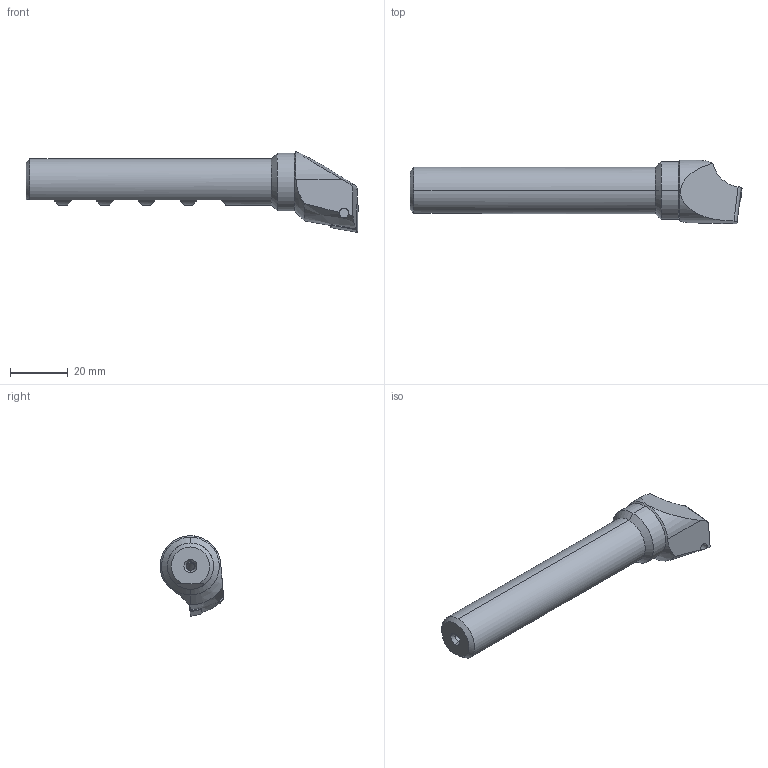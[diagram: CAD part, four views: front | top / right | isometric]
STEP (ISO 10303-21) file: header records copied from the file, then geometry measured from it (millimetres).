
FILE_DESCRIPTION (( 'STEP AP203' ), '1' );
FILE_NAME ('B35-WCB.K11.115.STEP', '2014-01-31T14:52:22', ( 'SwiAdmin' ), ( '' ), 'SwSTEP 2.0', 'SolidWorks 2012', '' );
FILE_SCHEMA (( 'CONFIG_CONTROL_DESIGN' ));
Length unit declared in the file: millimetre
Products named in the file (4): B35-WCB.K11.115; B35-WCB.K11.115_A; CCMT09T304; WCB-ER2.001.009_A
Assembly tree (3 placements, depth 2):
  B35-WCB.K11.115
    B35-WCB.K11.115_A
    CCMT09T304
    WCB-ER2.001.009_A
Bounding box: 115 x 22.06 x 27.88 mm (x, y, z)
Volume: 23575.6 mm3; surface area: 8101.2 mm2
Topology: 3 solids, 3 shells, 144 faces, 374 edges, 226 vertices
Faces by surface type: plane 45, cylinder 39, cone 38, bspline 12, torus 8, sphere 2
Entity records: 5179 total; most frequent: CARTESIAN_POINT 1539, ORIENTED_EDGE 728, DIRECTION 626, EDGE_CURVE 364, AXIS2_PLACEMENT_3D 241, VERTEX_POINT 226, EDGE_LOOP 150, ADVANCED_FACE 144
